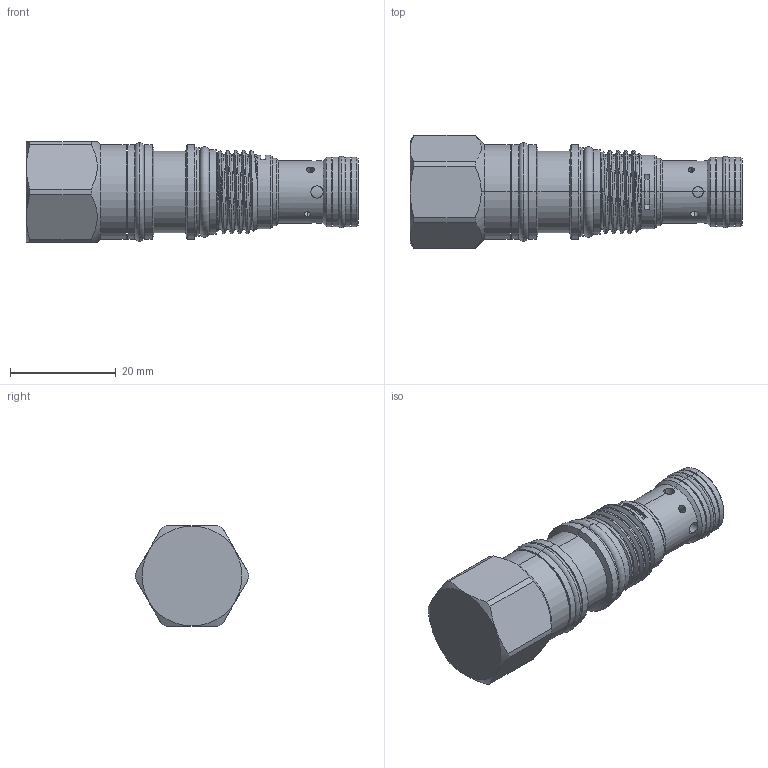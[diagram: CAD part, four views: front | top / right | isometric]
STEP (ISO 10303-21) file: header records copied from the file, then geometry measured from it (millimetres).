
FILE_DESCRIPTION (( 'STEP AP203' ), '1' );
FILE_NAME ('LP163A30(31)-N.STEP', '2020-04-14T07:59:03', ( '' ), ( '' ), 'SwSTEP 2.0', 'SolidWorks 2018', '' );
FILE_SCHEMA (( 'CONFIG_CONTROL_DESIGN' ));
Length unit declared in the file: millimetre
Products named in the file (1): LP163A30(31)-N
Bounding box: 62.77 x 21.4 x 19.05 mm (x, y, z)
Volume: 12812.6 mm3; surface area: 6051.9 mm2
Topology: 7 solids, 9 shells, 203 faces, 470 edges, 296 vertices
Faces by surface type: cylinder 115, plane 34, cone 31, torus 14, bspline 9
Entity records: 9110 total; most frequent: CARTESIAN_POINT 4581, ORIENTED_EDGE 940, DIRECTION 912, EDGE_CURVE 470, AXIS2_PLACEMENT_3D 383, VERTEX_POINT 296, EDGE_LOOP 230, ADVANCED_FACE 203
